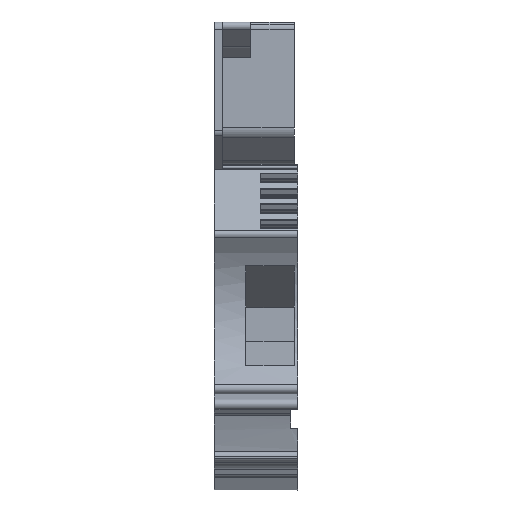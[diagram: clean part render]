
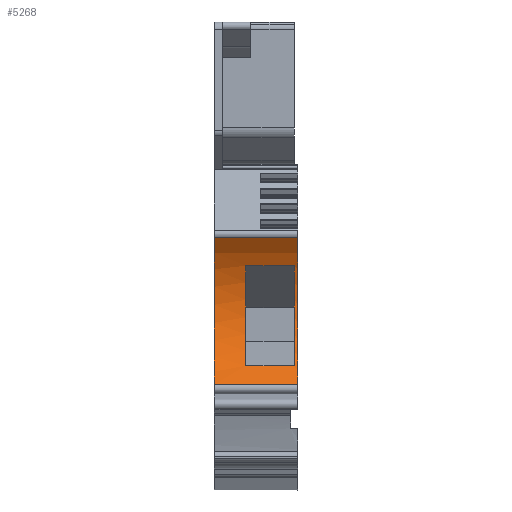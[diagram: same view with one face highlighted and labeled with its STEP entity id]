
A CAD part, front view. The second image highlights one B-rep face of the part: STEP entity #5268.
In plain terms, the highlighted cylindrical face has radius 15.05 mm (diameter 30.1 mm), a partial arc.
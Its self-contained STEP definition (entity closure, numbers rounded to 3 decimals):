
#793=AXIS2_PLACEMENT_3D('Circle Axis2P3D',#791,#792,$) ;
#1744=AXIS2_PLACEMENT_3D('Circle Axis2P3D',#1742,#1743,$) ;
#5203=AXIS2_PLACEMENT_3D('Cylinder Axis2P3D',#5200,#5201,#5202) ;
#5236=AXIS2_PLACEMENT_3D('Circle Axis2P3D',#5234,#5235,$) ;
#5252=AXIS2_PLACEMENT_3D('Circle Axis2P3D',#5250,#5251,$) ;
#788=CARTESIAN_POINT('Vertex',(0.,4.261,14.969)) ;
#791=CARTESIAN_POINT('Axis2P3D Location',(0.,-5.549,26.382)) ;
#795=CARTESIAN_POINT('Vertex',(0.,6.166,35.829)) ;
#1739=CARTESIAN_POINT('Vertex',(11.9,6.166,35.829)) ;
#1742=CARTESIAN_POINT('Axis2P3D Location',(11.9,-5.549,26.382)) ;
#1746=CARTESIAN_POINT('Vertex',(11.9,4.261,14.969)) ;
#5172=CARTESIAN_POINT('Line Origine',(11.65,4.261,14.969)) ;
#5176=CARTESIAN_POINT('Vertex',(11.7,4.261,14.969)) ;
#5179=CARTESIAN_POINT('Line Origine',(11.65,4.261,14.969)) ;
#5183=CARTESIAN_POINT('Vertex',(11.4,4.261,14.969)) ;
#5186=CARTESIAN_POINT('Line Origine',(11.65,4.261,14.969)) ;
#5200=CARTESIAN_POINT('Axis2P3D Location',(11.65,-5.549,26.382)) ;
#5205=CARTESIAN_POINT('Line Origine',(11.65,6.166,35.829)) ;
#5209=CARTESIAN_POINT('Vertex',(11.7,6.166,35.829)) ;
#5212=CARTESIAN_POINT('Line Origine',(11.65,6.166,35.829)) ;
#5216=CARTESIAN_POINT('Vertex',(11.4,6.166,35.829)) ;
#5219=CARTESIAN_POINT('Line Origine',(11.65,6.166,35.829)) ;
#5234=CARTESIAN_POINT('Axis2P3D Location',(4.5,-5.549,26.382)) ;
#5238=CARTESIAN_POINT('Vertex',(4.5,8.473,31.847)) ;
#5240=CARTESIAN_POINT('Vertex',(4.5,6.707,17.648)) ;
#5243=CARTESIAN_POINT('Line Origine',(11.65,8.473,31.847)) ;
#5247=CARTESIAN_POINT('Vertex',(11.4,8.473,31.847)) ;
#5250=CARTESIAN_POINT('Axis2P3D Location',(11.4,-5.549,26.382)) ;
#5254=CARTESIAN_POINT('Vertex',(11.4,6.707,17.648)) ;
#5257=CARTESIAN_POINT('Line Origine',(11.65,6.707,17.648)) ;
#792=DIRECTION('Axis2P3D Direction',(-1.,0.,0.)) ;
#1743=DIRECTION('Axis2P3D Direction',(-1.,0.,0.)) ;
#5173=DIRECTION('Vector Direction',(1.,0.,0.)) ;
#5180=DIRECTION('Vector Direction',(1.,0.,0.)) ;
#5187=DIRECTION('Vector Direction',(1.,0.,0.)) ;
#5201=DIRECTION('Axis2P3D Direction',(1.,0.,0.)) ;
#5202=DIRECTION('Axis2P3D XDirection',(0.,0.652,-0.758)) ;
#5206=DIRECTION('Vector Direction',(1.,0.,0.)) ;
#5213=DIRECTION('Vector Direction',(1.,0.,0.)) ;
#5220=DIRECTION('Vector Direction',(1.,0.,0.)) ;
#5235=DIRECTION('Axis2P3D Direction',(1.,0.,0.)) ;
#5244=DIRECTION('Vector Direction',(1.,0.,0.)) ;
#5251=DIRECTION('Axis2P3D Direction',(1.,0.,0.)) ;
#5258=DIRECTION('Vector Direction',(1.,0.,0.)) ;
#5174=VECTOR('Line Direction',#5173,1.) ;
#5181=VECTOR('Line Direction',#5180,1.) ;
#5188=VECTOR('Line Direction',#5187,1.) ;
#5207=VECTOR('Line Direction',#5206,1.) ;
#5214=VECTOR('Line Direction',#5213,1.) ;
#5221=VECTOR('Line Direction',#5220,1.) ;
#5245=VECTOR('Line Direction',#5244,1.) ;
#5259=VECTOR('Line Direction',#5258,1.) ;
#5225=ORIENTED_EDGE('',*,*,#5185,.F.) ;
#5226=ORIENTED_EDGE('',*,*,#5178,.F.) ;
#5227=ORIENTED_EDGE('',*,*,#1748,.F.) ;
#5228=ORIENTED_EDGE('',*,*,#5211,.T.) ;
#5229=ORIENTED_EDGE('',*,*,#5218,.T.) ;
#5230=ORIENTED_EDGE('',*,*,#5223,.F.) ;
#5231=ORIENTED_EDGE('',*,*,#797,.F.) ;
#5232=ORIENTED_EDGE('',*,*,#5190,.T.) ;
#5263=ORIENTED_EDGE('',*,*,#5242,.F.) ;
#5264=ORIENTED_EDGE('',*,*,#5249,.T.) ;
#5265=ORIENTED_EDGE('',*,*,#5256,.T.) ;
#5266=ORIENTED_EDGE('',*,*,#5261,.F.) ;
#5267=FACE_BOUND('',#5262,.T.) ;
#5268=ADVANCED_FACE('KLTR',(#5233,#5267),#5204,.F.) ;
#794=CIRCLE('generated circle',#793,15.05) ;
#1745=CIRCLE('generated circle',#1744,15.05) ;
#5237=CIRCLE('generated circle',#5236,15.05) ;
#5253=CIRCLE('generated circle',#5252,15.05) ;
#5204=CYLINDRICAL_SURFACE('generated cylinder',#5203,15.05) ;
#797=EDGE_CURVE('',#789,#796,#794,.F.) ;
#1748=EDGE_CURVE('',#1740,#1747,#1745,.T.) ;
#5178=EDGE_CURVE('',#1747,#5177,#5175,.F.) ;
#5185=EDGE_CURVE('',#5177,#5184,#5182,.F.) ;
#5190=EDGE_CURVE('',#789,#5184,#5189,.T.) ;
#5211=EDGE_CURVE('',#1740,#5210,#5208,.F.) ;
#5218=EDGE_CURVE('',#5210,#5217,#5215,.F.) ;
#5223=EDGE_CURVE('',#796,#5217,#5222,.T.) ;
#5242=EDGE_CURVE('',#5239,#5241,#5237,.F.) ;
#5249=EDGE_CURVE('',#5239,#5248,#5246,.T.) ;
#5256=EDGE_CURVE('',#5248,#5255,#5253,.F.) ;
#5261=EDGE_CURVE('',#5241,#5255,#5260,.T.) ;
#5224=EDGE_LOOP('',(#5225,#5226,#5227,#5228,#5229,#5230,#5231,#5232)) ;
#5262=EDGE_LOOP('',(#5263,#5264,#5265,#5266)) ;
#5233=FACE_OUTER_BOUND('',#5224,.T.) ;
#5175=LINE('Line',#5172,#5174) ;
#5182=LINE('Line',#5179,#5181) ;
#5189=LINE('Line',#5186,#5188) ;
#5208=LINE('Line',#5205,#5207) ;
#5215=LINE('Line',#5212,#5214) ;
#5222=LINE('Line',#5219,#5221) ;
#5246=LINE('Line',#5243,#5245) ;
#5260=LINE('Line',#5257,#5259) ;
#789=VERTEX_POINT('',#788) ;
#796=VERTEX_POINT('',#795) ;
#1740=VERTEX_POINT('',#1739) ;
#1747=VERTEX_POINT('',#1746) ;
#5177=VERTEX_POINT('',#5176) ;
#5184=VERTEX_POINT('',#5183) ;
#5210=VERTEX_POINT('',#5209) ;
#5217=VERTEX_POINT('',#5216) ;
#5239=VERTEX_POINT('',#5238) ;
#5241=VERTEX_POINT('',#5240) ;
#5248=VERTEX_POINT('',#5247) ;
#5255=VERTEX_POINT('',#5254) ;
